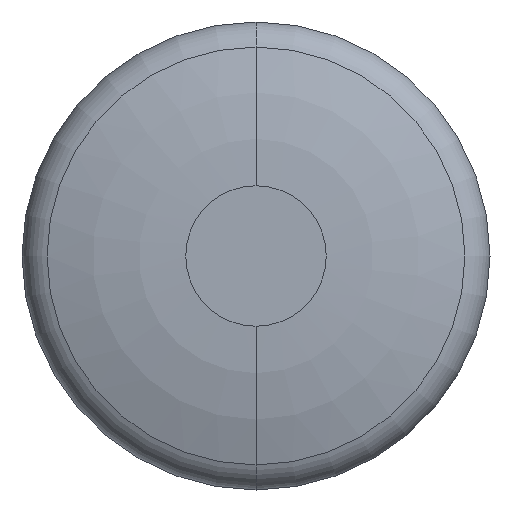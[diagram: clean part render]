
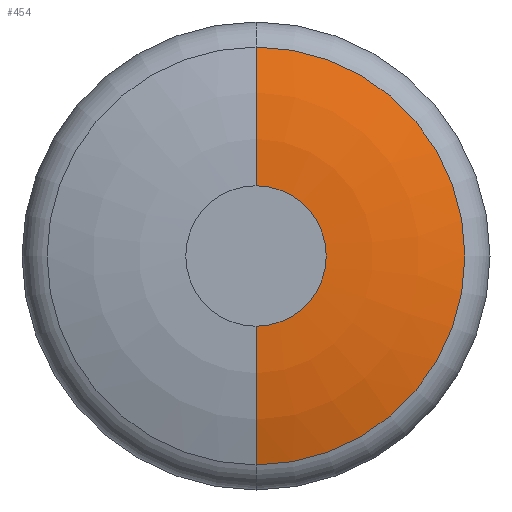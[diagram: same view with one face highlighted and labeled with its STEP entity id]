
A CAD part, front view. The second image highlights one B-rep face of the part: STEP entity #454.
In plain terms, the highlighted toroidal (fillet/blend) face has major radius 2.857 mm and minor radius 17.145 mm.
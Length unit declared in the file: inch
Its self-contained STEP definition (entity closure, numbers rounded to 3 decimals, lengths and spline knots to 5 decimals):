
#18 = DIRECTION ( 'NONE',  ( 0., 0., -1. ) ) ;
#24 = AXIS2_PLACEMENT_3D ( 'NONE', #176, #315, #442 ) ;
#29 = DIRECTION ( 'NONE',  ( 0., -1., 0. ) ) ;
#37 = ORIENTED_EDGE ( 'NONE', *, *, #180, .F. ) ;
#47 = CARTESIAN_POINT ( 'NONE',  ( 0., 0., -0.1125 ) ) ;
#48 = AXIS2_PLACEMENT_3D ( 'NONE', #412, #81, #372 ) ;
#53 = DIRECTION ( 'NONE',  ( 0., -1., 0. ) ) ;
#55 = AXIS2_PLACEMENT_3D ( 'NONE', #329, #335, #150 ) ;
#69 = DIRECTION ( 'NONE',  ( 0., 0., -1. ) ) ;
#71 = ORIENTED_EDGE ( 'NONE', *, *, #138, .F. ) ;
#81 = DIRECTION ( 'NONE',  ( 0., -1., 0. ) ) ;
#90 = ORIENTED_EDGE ( 'NONE', *, *, #123, .T. ) ;
#101 = CARTESIAN_POINT ( 'NONE',  ( 0., 0., 0.1125 ) ) ;
#123 = EDGE_CURVE ( 'NONE', #177, #416, #322, .T. ) ;
#138 = EDGE_CURVE ( 'NONE', #177, #154, #226, .T. ) ;
#150 = DIRECTION ( 'NONE',  ( 0., 0., -1. ) ) ;
#154 = VERTEX_POINT ( 'NONE', #47 ) ;
#163 = FACE_OUTER_BOUND ( 'NONE', #364, .T. ) ;
#174 = AXIS2_PLACEMENT_3D ( 'NONE', #344, #53, #18 ) ;
#176 = CARTESIAN_POINT ( 'NONE',  ( 0., 0.675, -0.1125 ) ) ;
#177 = VERTEX_POINT ( 'NONE', #267 ) ;
#180 = EDGE_CURVE ( 'NONE', #154, #310, #197, .T. ) ;
#197 = CIRCLE ( 'NONE', #48, 0.1125 ) ;
#226 = CIRCLE ( 'NONE', #24, 0.675 ) ;
#234 = CARTESIAN_POINT ( 'NONE',  ( 0., 0.03764, 0.33476 ) ) ;
#263 = CIRCLE ( 'NONE', #55, 0.675 ) ;
#267 = CARTESIAN_POINT ( 'NONE',  ( 0., 0.03764, -0.33476 ) ) ;
#281 = CARTESIAN_POINT ( 'NONE',  ( 0., 0.03764, 0. ) ) ;
#282 = TOROIDAL_SURFACE ( 'NONE', #174, 0.1125, 0.675 ) ;
#310 = VERTEX_POINT ( 'NONE', #101 ) ;
#311 = EDGE_CURVE ( 'NONE', #416, #310, #263, .T. ) ;
#315 = DIRECTION ( 'NONE',  ( -1., 0., 0. ) ) ;
#322 = CIRCLE ( 'NONE', #441, 0.33476 ) ;
#329 = CARTESIAN_POINT ( 'NONE',  ( 0., 0.675, 0.1125 ) ) ;
#335 = DIRECTION ( 'NONE',  ( 1., 0., 0. ) ) ;
#338 = ORIENTED_EDGE ( 'NONE', *, *, #311, .T. ) ;
#344 = CARTESIAN_POINT ( 'NONE',  ( 0., 0.675, 0. ) ) ;
#364 = EDGE_LOOP ( 'NONE', ( #90, #338, #37, #71 ) ) ;
#372 = DIRECTION ( 'NONE',  ( 0., 0., -1. ) ) ;
#412 = CARTESIAN_POINT ( 'NONE',  ( 0., 0., 0. ) ) ;
#416 = VERTEX_POINT ( 'NONE', #234 ) ;
#441 = AXIS2_PLACEMENT_3D ( 'NONE', #281, #29, #69 ) ;
#442 = DIRECTION ( 'NONE',  ( 0., 0., 1. ) ) ;
#454 = ADVANCED_FACE ( 'NONE', ( #163 ), #282, .T. ) ;
